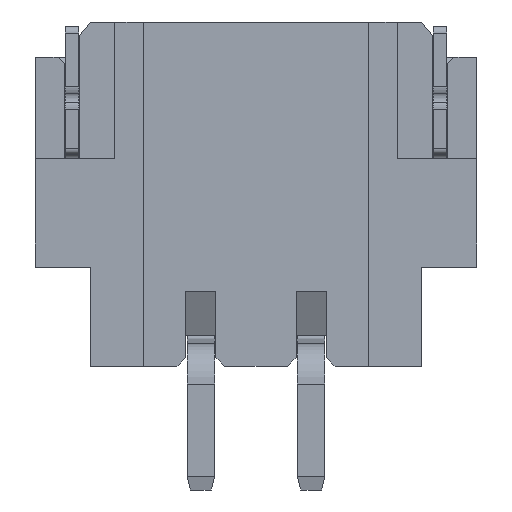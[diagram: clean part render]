
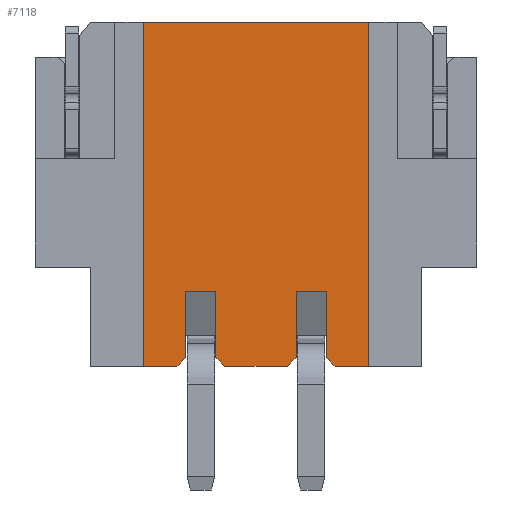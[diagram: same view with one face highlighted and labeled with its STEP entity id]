
A CAD part, front view. The second image highlights one B-rep face of the part: STEP entity #7118.
In plain terms, the highlighted planar face has unit normal (0, -1, 0).
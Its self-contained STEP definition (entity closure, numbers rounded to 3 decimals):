
#1337=DIRECTION('',(0.707,0.,0.707));
#1338=VECTOR('',#1337,0.283);
#1339=CARTESIAN_POINT('',(3.21,-5.7,-7.8));
#1340=LINE('',#1339,#1338);
#1341=DIRECTION('',(-1.,0.,0.));
#1342=VECTOR('',#1341,5.1);
#1343=CARTESIAN_POINT('',(7.55,-5.7,0.));
#1344=LINE('',#1343,#1342);
#1345=DIRECTION('',(0.707,0.,-0.707));
#1346=VECTOR('',#1345,0.283);
#1347=CARTESIAN_POINT('',(6.59,-5.7,-7.6));
#1348=LINE('',#1347,#1346);
#1349=DIRECTION('',(1.,0.,0.));
#1350=VECTOR('',#1349,0.68);
#1351=CARTESIAN_POINT('',(5.91,-5.7,-6.1));
#1352=LINE('',#1351,#1350);
#1353=DIRECTION('',(0.707,0.,0.707));
#1354=VECTOR('',#1353,0.283);
#1355=CARTESIAN_POINT('',(5.71,-5.7,-7.8));
#1356=LINE('',#1355,#1354);
#1357=DIRECTION('',(0.707,0.,-0.707));
#1358=VECTOR('',#1357,0.283);
#1359=CARTESIAN_POINT('',(4.09,-5.7,-7.6));
#1360=LINE('',#1359,#1358);
#1361=DIRECTION('',(1.,0.,0.));
#1362=VECTOR('',#1361,0.68);
#1363=CARTESIAN_POINT('',(3.41,-5.7,-6.1));
#1364=LINE('',#1363,#1362);
#1377=DIRECTION('',(-1.,0.,0.));
#1378=VECTOR('',#1377,0.76);
#1379=CARTESIAN_POINT('',(3.21,-5.7,-7.8));
#1380=LINE('',#1379,#1378);
#2297=DIRECTION('',(0.,0.,-1.));
#2298=VECTOR('',#2297,7.8);
#2299=CARTESIAN_POINT('',(2.45,-5.7,0.));
#2300=LINE('',#2299,#2298);
#2313=DIRECTION('',(0.,0.,1.));
#2314=VECTOR('',#2313,7.8);
#2315=CARTESIAN_POINT('',(7.55,-5.7,-7.8));
#2316=LINE('',#2315,#2314);
#2321=DIRECTION('',(-1.,0.,0.));
#2322=VECTOR('',#2321,0.76);
#2323=CARTESIAN_POINT('',(7.55,-5.7,-7.8));
#2324=LINE('',#2323,#2322);
#2385=DIRECTION('',(0.,0.,-1.));
#2386=VECTOR('',#2385,1.5);
#2387=CARTESIAN_POINT('',(6.59,-5.7,-6.1));
#2388=LINE('',#2387,#2386);
#2393=DIRECTION('',(0.,0.,1.));
#2394=VECTOR('',#2393,1.5);
#2395=CARTESIAN_POINT('',(5.91,-5.7,-7.6));
#2396=LINE('',#2395,#2394);
#2437=DIRECTION('',(0.,0.,-1.));
#2438=VECTOR('',#2437,1.5);
#2439=CARTESIAN_POINT('',(4.09,-5.7,-6.1));
#2440=LINE('',#2439,#2438);
#2441=DIRECTION('',(-1.,0.,0.));
#2442=VECTOR('',#2441,1.42);
#2443=CARTESIAN_POINT('',(5.71,-5.7,-7.8));
#2444=LINE('',#2443,#2442);
#2453=DIRECTION('',(0.,0.,1.));
#2454=VECTOR('',#2453,1.5);
#2455=CARTESIAN_POINT('',(3.41,-5.7,-7.6));
#2456=LINE('',#2455,#2454);
#4154=CARTESIAN_POINT('',(7.55,-5.7,0.));
#4155=VERTEX_POINT('',#4154);
#4156=CARTESIAN_POINT('',(2.45,-5.7,0.));
#4157=VERTEX_POINT('',#4156);
#4494=CARTESIAN_POINT('',(3.41,-5.7,-6.1));
#4495=VERTEX_POINT('',#4494);
#4496=CARTESIAN_POINT('',(4.09,-5.7,-6.1));
#4497=VERTEX_POINT('',#4496);
#4502=CARTESIAN_POINT('',(5.91,-5.7,-6.1));
#4503=VERTEX_POINT('',#4502);
#4504=CARTESIAN_POINT('',(6.59,-5.7,-6.1));
#4505=VERTEX_POINT('',#4504);
#4530=CARTESIAN_POINT('',(3.21,-5.7,-7.8));
#4531=CARTESIAN_POINT('',(3.41,-5.7,-7.6));
#4532=VERTEX_POINT('',#4530);
#4533=VERTEX_POINT('',#4531);
#4534=CARTESIAN_POINT('',(2.45,-5.7,-7.8));
#4535=VERTEX_POINT('',#4534);
#4536=CARTESIAN_POINT('',(7.55,-5.7,-7.8));
#4537=VERTEX_POINT('',#4536);
#4538=CARTESIAN_POINT('',(6.79,-5.7,-7.8));
#4539=VERTEX_POINT('',#4538);
#4540=CARTESIAN_POINT('',(6.59,-5.7,-7.6));
#4541=VERTEX_POINT('',#4540);
#4542=CARTESIAN_POINT('',(5.91,-5.7,-7.6));
#4543=VERTEX_POINT('',#4542);
#4544=CARTESIAN_POINT('',(5.71,-5.7,-7.8));
#4545=VERTEX_POINT('',#4544);
#4546=CARTESIAN_POINT('',(4.29,-5.7,-7.8));
#4547=VERTEX_POINT('',#4546);
#4548=CARTESIAN_POINT('',(4.09,-5.7,-7.6));
#4549=VERTEX_POINT('',#4548);
#7083=CARTESIAN_POINT('',(5.,-5.7,-3.9));
#7084=DIRECTION('',(0.,1.,0.));
#7085=DIRECTION('',(1.,0.,0.));
#7086=AXIS2_PLACEMENT_3D('',#7083,#7084,#7085);
#7087=PLANE('',#7086);
#7088=ORIENTED_EDGE('',*,*,#7073,.F.);
#7090=ORIENTED_EDGE('',*,*,#7089,.T.);
#7092=ORIENTED_EDGE('',*,*,#7091,.F.);
#7093=ORIENTED_EDGE('',*,*,#5196,.F.);
#7095=ORIENTED_EDGE('',*,*,#7094,.F.);
#7097=ORIENTED_EDGE('',*,*,#7096,.T.);
#7099=ORIENTED_EDGE('',*,*,#7098,.F.);
#7101=ORIENTED_EDGE('',*,*,#7100,.F.);
#7102=ORIENTED_EDGE('',*,*,#7037,.F.);
#7104=ORIENTED_EDGE('',*,*,#7103,.F.);
#7106=ORIENTED_EDGE('',*,*,#7105,.F.);
#7108=ORIENTED_EDGE('',*,*,#7107,.T.);
#7110=ORIENTED_EDGE('',*,*,#7109,.F.);
#7112=ORIENTED_EDGE('',*,*,#7111,.F.);
#7113=ORIENTED_EDGE('',*,*,#7029,.F.);
#7115=ORIENTED_EDGE('',*,*,#7114,.F.);
#7116=EDGE_LOOP('',(#7088,#7090,#7092,#7093,#7095,#7097,#7099,#7101,#7102,#7104,
#7106,#7108,#7110,#7112,#7113,#7115));
#7117=FACE_OUTER_BOUND('',#7116,.F.);
#5196=EDGE_CURVE('',#4155,#4157,#1344,.T.);
#7029=EDGE_CURVE('',#4495,#4497,#1364,.T.);
#7037=EDGE_CURVE('',#4503,#4505,#1352,.T.);
#7073=EDGE_CURVE('',#4532,#4533,#1340,.T.);
#7089=EDGE_CURVE('',#4532,#4535,#1380,.T.);
#7091=EDGE_CURVE('',#4157,#4535,#2300,.T.);
#7094=EDGE_CURVE('',#4537,#4155,#2316,.T.);
#7096=EDGE_CURVE('',#4537,#4539,#2324,.T.);
#7098=EDGE_CURVE('',#4541,#4539,#1348,.T.);
#7100=EDGE_CURVE('',#4505,#4541,#2388,.T.);
#7103=EDGE_CURVE('',#4543,#4503,#2396,.T.);
#7105=EDGE_CURVE('',#4545,#4543,#1356,.T.);
#7107=EDGE_CURVE('',#4545,#4547,#2444,.T.);
#7109=EDGE_CURVE('',#4549,#4547,#1360,.T.);
#7111=EDGE_CURVE('',#4497,#4549,#2440,.T.);
#7114=EDGE_CURVE('',#4533,#4495,#2456,.T.);
#7118=ADVANCED_FACE('',(#7117),#7087,.F.);
